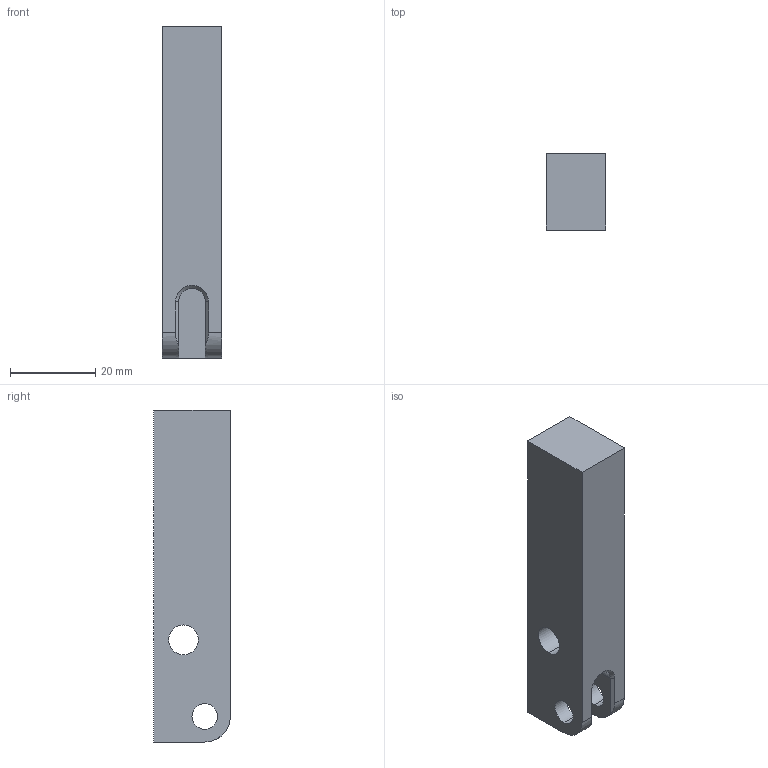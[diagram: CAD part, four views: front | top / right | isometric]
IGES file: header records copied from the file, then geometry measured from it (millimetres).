
Start section:  PTC IGES file: ilcml9163202.igs
Global section: file name: ilcml9163202.igs; native system: Pro/ENGINEER by Parametric Technology Corporation; preprocessor: 2007460; author: QAM; organization: Unknown; date: 20130710.094840; units: millimetre
Bounding box: 14 x 18 x 78 mm (x, y, z)
Surface area: 6092.1 mm2 (no closed solid volume)
Topology: 0 solids, 0 shells, 21 faces, 110 edges, 110 vertices
Faces by surface type: bspline 11, revolution 10
